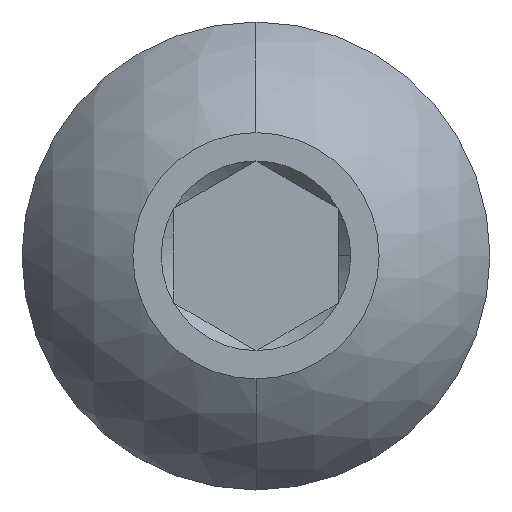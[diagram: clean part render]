
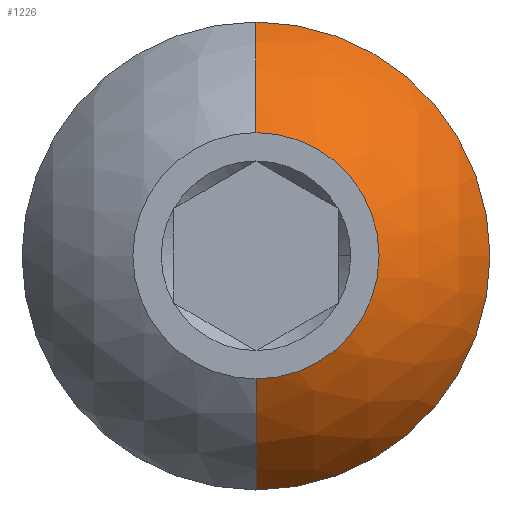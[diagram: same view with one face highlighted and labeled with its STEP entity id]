
A CAD part, top view. The second image highlights one B-rep face of the part: STEP entity #1226.
In plain terms, the highlighted spherical face has radius 3.172 mm.
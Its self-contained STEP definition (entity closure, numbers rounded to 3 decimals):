
#167 = EDGE_CURVE ( 'NONE', #1955, #1941, #768, .T. ) ;
#168 = EDGE_CURVE ( 'NONE', #1941, #1977, #769, .T. ) ;
#169 = EDGE_CURVE ( 'NONE', #1943, #1977, #770, .T. ) ;
#170 = EDGE_CURVE ( 'NONE', #1955, #2270, #761, .T. ) ;
#172 = EDGE_CURVE ( 'NONE', #2270, #1943, #773, .T. ) ;
#191 = AXIS2_PLACEMENT_3D ( 'NONE', #1357, #1356, #1370 ) ;
#192 = AXIS2_PLACEMENT_3D ( 'NONE', #1542, #1541, #1540 ) ;
#193 = AXIS2_PLACEMENT_3D ( 'NONE', #1527, #1578, #1576 ) ;
#194 = AXIS2_PLACEMENT_3D ( 'NONE', #1575, #1569, #1568 ) ;
#195 = AXIS2_PLACEMENT_3D ( 'NONE', #1563, #1561, #1560 ) ;
#213 = AXIS2_PLACEMENT_3D ( 'NONE', #3030, #3033, #3027 ) ;
#608 = EDGE_LOOP ( 'NONE', ( #966, #1070, #1181, #1069, #1182 ) ) ;
#761 = CIRCLE ( 'NONE', #194, 2.85 ) ;
#768 = CIRCLE ( 'NONE', #191, 3.172 ) ;
#769 = CIRCLE ( 'NONE', #192, 1.5 ) ;
#770 = CIRCLE ( 'NONE', #193, 3.172 ) ;
#773 = CIRCLE ( 'NONE', #195, 2.85 ) ;
#803 = FACE_OUTER_BOUND ( 'NONE', #608, .T. ) ;
#811 = SPHERICAL_SURFACE ( 'NONE', #213, 3.172 ) ;
#966 = ORIENTED_EDGE ( 'NONE', *, *, #170, .T. ) ;
#1069 = ORIENTED_EDGE ( 'NONE', *, *, #168, .F. ) ;
#1070 = ORIENTED_EDGE ( 'NONE', *, *, #172, .T. ) ;
#1181 = ORIENTED_EDGE ( 'NONE', *, *, #169, .T. ) ;
#1182 = ORIENTED_EDGE ( 'NONE', *, *, #167, .F. ) ;
#1226 = ADVANCED_FACE ( 'NONE', ( #803 ), #811, .T. ) ;
#1356 = DIRECTION ( 'NONE',  ( -1., 0., 0. ) ) ;
#1357 = CARTESIAN_POINT ( 'NONE',  ( 0., 0., -2.795 ) ) ;
#1370 = DIRECTION ( 'NONE',  ( 0., -1., 0. ) ) ;
#1527 = CARTESIAN_POINT ( 'NONE',  ( 0., 0., -2.795 ) ) ;
#1540 = DIRECTION ( 'NONE',  ( 1., 0., 0. ) ) ;
#1541 = DIRECTION ( 'NONE',  ( 0., 0., 1. ) ) ;
#1542 = CARTESIAN_POINT ( 'NONE',  ( 0., 0., 0. ) ) ;
#1560 = DIRECTION ( 'NONE',  ( 1., 0., 0. ) ) ;
#1561 = DIRECTION ( 'NONE',  ( 0., 0., 1. ) ) ;
#1563 = CARTESIAN_POINT ( 'NONE',  ( 0., 0., -1.403 ) ) ;
#1568 = DIRECTION ( 'NONE',  ( 1., 0., 0. ) ) ;
#1569 = DIRECTION ( 'NONE',  ( 0., 0., 1. ) ) ;
#1575 = CARTESIAN_POINT ( 'NONE',  ( 0., 0., -1.403 ) ) ;
#1576 = DIRECTION ( 'NONE',  ( 0., 1., 0. ) ) ;
#1578 = DIRECTION ( 'NONE',  ( 1., 0., 0. ) ) ;
#1941 = VERTEX_POINT ( 'NONE', #3794 ) ;
#1943 = VERTEX_POINT ( 'NONE', #3796 ) ;
#1955 = VERTEX_POINT ( 'NONE', #3808 ) ;
#1977 = VERTEX_POINT ( 'NONE', #3776 ) ;
#2270 = VERTEX_POINT ( 'NONE', #3841 ) ;
#3027 = DIRECTION ( 'NONE',  ( 0., -1., 0. ) ) ;
#3030 = CARTESIAN_POINT ( 'NONE',  ( 0., 0., -2.795 ) ) ;
#3033 = DIRECTION ( 'NONE',  ( 1., 0., 0. ) ) ;
#3776 = CARTESIAN_POINT ( 'NONE',  ( 0., 1.5, 0. ) ) ;
#3794 = CARTESIAN_POINT ( 'NONE',  ( 0., -1.5, 0. ) ) ;
#3796 = CARTESIAN_POINT ( 'NONE',  ( 0., 2.85, -1.403 ) ) ;
#3808 = CARTESIAN_POINT ( 'NONE',  ( 0., -2.85, -1.403 ) ) ;
#3841 = CARTESIAN_POINT ( 'NONE',  ( 2.85, 0., -1.403 ) ) ;
